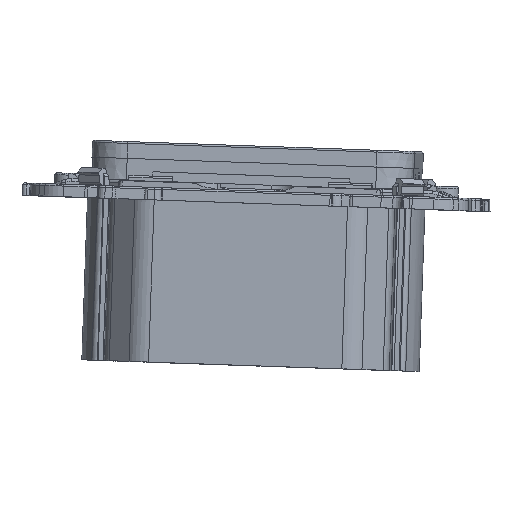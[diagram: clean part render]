
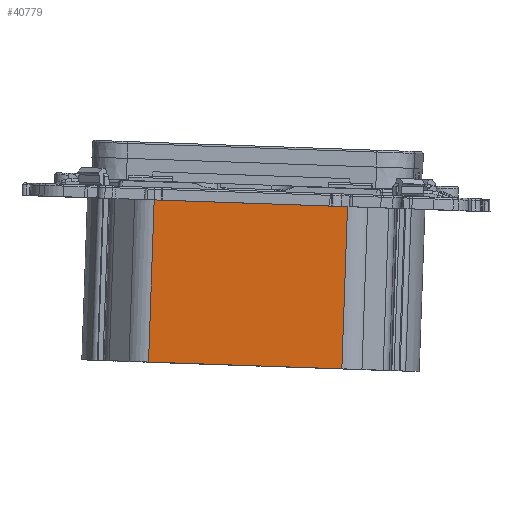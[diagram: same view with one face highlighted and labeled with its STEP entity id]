
A CAD part, top view. The second image highlights one B-rep face of the part: STEP entity #40779.
In plain terms, the highlighted face is planar.
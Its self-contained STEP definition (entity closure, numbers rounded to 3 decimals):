
#2449 = CARTESIAN_POINT ( 'NONE',  ( -14.587, 23.65, -26.625 ) ) ;
#2568 = LINE ( 'NONE', #19995, #3627 ) ;
#2742 = EDGE_CURVE ( 'NONE', #27249, #17491, #55262, .T. ) ;
#3144 = ORIENTED_EDGE ( 'NONE', *, *, #46838, .F. ) ;
#3496 = DIRECTION ( 'NONE',  ( -0.999, 0., -0.035 ) ) ;
#3627 = VECTOR ( 'NONE', #37410, 1000. ) ;
#4781 = VECTOR ( 'NONE', #20892, 1000. ) ;
#5319 = VECTOR ( 'NONE', #51749, 1000. ) ;
#5524 = VECTOR ( 'NONE', #3496, 1000. ) ;
#5892 = VERTEX_POINT ( 'NONE', #55743 ) ;
#6155 = CARTESIAN_POINT ( 'NONE',  ( -10.99, 23.65, -0.484 ) ) ;
#6422 = VECTOR ( 'NONE', #33215, 1000. ) ;
#7736 = LINE ( 'NONE', #42620, #13960 ) ;
#8015 = CARTESIAN_POINT ( 'NONE',  ( -10.99, 23.65, -0.484 ) ) ;
#8307 = EDGE_CURVE ( 'NONE', #27249, #37745, #16023, .T. ) ;
#9669 = DIRECTION ( 'NONE',  ( 0.999, 0., 0.035 ) ) ;
#10650 = VECTOR ( 'NONE', #9669, 1000. ) ;
#10875 = VERTEX_POINT ( 'NONE', #16949 ) ;
#11328 = LINE ( 'NONE', #50490, #33824 ) ;
#12177 = ORIENTED_EDGE ( 'NONE', *, *, #12931, .T. ) ;
#12931 = EDGE_CURVE ( 'NONE', #54586, #5892, #35936, .T. ) ;
#12965 = CARTESIAN_POINT ( 'NONE',  ( -15.494, 23.65, -0.641 ) ) ;
#13960 = VECTOR ( 'NONE', #25450, 1000. ) ;
#14660 = DIRECTION ( 'NONE',  ( 0., -1., 0. ) ) ;
#14743 = ORIENTED_EDGE ( 'NONE', *, *, #29037, .T. ) ;
#15210 = PLANE ( 'NONE',  #25465 ) ;
#16023 = LINE ( 'NONE', #29438, #5319 ) ;
#16949 = CARTESIAN_POINT ( 'NONE',  ( -5.993, 23.65, -0.309 ) ) ;
#17491 = VERTEX_POINT ( 'NONE', #31587 ) ;
#19106 = VERTEX_POINT ( 'NONE', #36088 ) ;
#19995 = CARTESIAN_POINT ( 'NONE',  ( -10.99, 23.65, -0.484 ) ) ;
#20892 = DIRECTION ( 'NONE',  ( 0.999, 0., 0.035 ) ) ;
#23264 = VERTEX_POINT ( 'NONE', #6155 ) ;
#23769 = FACE_OUTER_BOUND ( 'NONE', #48803, .T. ) ;
#24628 = LINE ( 'NONE', #37759, #5524 ) ;
#25353 = EDGE_CURVE ( 'NONE', #23264, #37745, #2568, .T. ) ;
#25450 = DIRECTION ( 'NONE',  ( -0.035, 0., 0.999 ) ) ;
#25465 = AXIS2_PLACEMENT_3D ( 'NONE', #53834, #14660, #45784 ) ;
#27249 = VERTEX_POINT ( 'NONE', #2449 ) ;
#28210 = DIRECTION ( 'NONE',  ( -0.999, 0., -0.035 ) ) ;
#28876 = LINE ( 'NONE', #8015, #4781 ) ;
#29037 = EDGE_CURVE ( 'NONE', #23264, #10875, #28876, .T. ) ;
#29438 = CARTESIAN_POINT ( 'NONE',  ( -12.078, 23.65, -98.461 ) ) ;
#29818 = ORIENTED_EDGE ( 'NONE', *, *, #46357, .F. ) ;
#30117 = EDGE_CURVE ( 'NONE', #17491, #19106, #7736, .T. ) ;
#31587 = CARTESIAN_POINT ( 'NONE',  ( 16.409, 23.65, -25.543 ) ) ;
#32016 = ORIENTED_EDGE ( 'NONE', *, *, #8307, .T. ) ;
#33215 = DIRECTION ( 'NONE',  ( 0.999, 0., 0.035 ) ) ;
#33270 = CARTESIAN_POINT ( 'NONE',  ( 6., 23.65, 0.109 ) ) ;
#33783 = CARTESIAN_POINT ( 'NONE',  ( 16.409, 23.65, -25.543 ) ) ;
#33824 = VECTOR ( 'NONE', #28210, 1000. ) ;
#35936 = LINE ( 'NONE', #44826, #10650 ) ;
#36088 = CARTESIAN_POINT ( 'NONE',  ( 15.501, 23.65, 0.441 ) ) ;
#37410 = DIRECTION ( 'NONE',  ( -0.999, 0., -0.035 ) ) ;
#37745 = VERTEX_POINT ( 'NONE', #12965 ) ;
#37759 = CARTESIAN_POINT ( 'NONE',  ( 6., 23.65, 0.109 ) ) ;
#40779 = ADVANCED_FACE ( 'NONE', ( #23769 ), #15210, .F. ) ;
#42620 = CARTESIAN_POINT ( 'NONE',  ( 18.917, 23.65, -97.379 ) ) ;
#44826 = CARTESIAN_POINT ( 'NONE',  ( 6., 23.65, 0.109 ) ) ;
#45784 = DIRECTION ( 'NONE',  ( 0.999, 0., 0.035 ) ) ;
#46357 = EDGE_CURVE ( 'NONE', #54586, #10875, #24628, .T. ) ;
#46838 = EDGE_CURVE ( 'NONE', #19106, #5892, #11328, .T. ) ;
#48803 = EDGE_LOOP ( 'NONE', ( #53443, #32016, #52475, #14743, #29818, #12177, #3144, #52824 ) ) ;
#50490 = CARTESIAN_POINT ( 'NONE',  ( 15.501, 23.65, 0.441 ) ) ;
#51749 = DIRECTION ( 'NONE',  ( -0.035, 0., 0.999 ) ) ;
#52475 = ORIENTED_EDGE ( 'NONE', *, *, #25353, .F. ) ;
#52824 = ORIENTED_EDGE ( 'NONE', *, *, #30117, .F. ) ;
#53443 = ORIENTED_EDGE ( 'NONE', *, *, #2742, .F. ) ;
#53834 = CARTESIAN_POINT ( 'NONE',  ( 18.917, 23.65, -97.379 ) ) ;
#54586 = VERTEX_POINT ( 'NONE', #33270 ) ;
#55262 = LINE ( 'NONE', #33783, #6422 ) ;
#55743 = CARTESIAN_POINT ( 'NONE',  ( 10.997, 23.65, 0.284 ) ) ;
